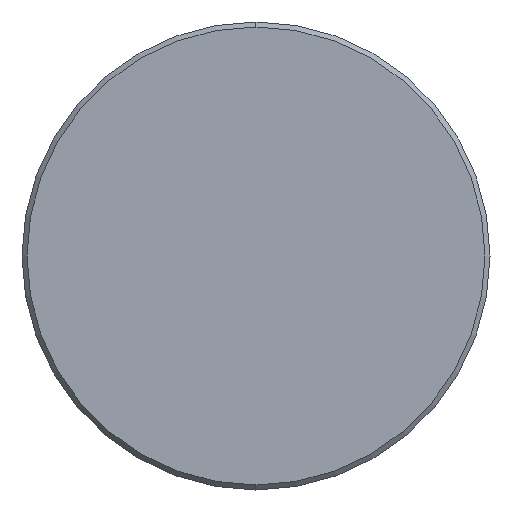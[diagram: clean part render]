
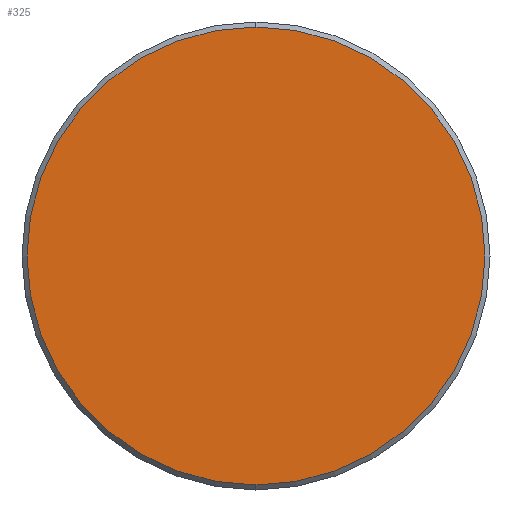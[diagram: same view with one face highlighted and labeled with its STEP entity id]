
A CAD part, left-side view. The second image highlights one B-rep face of the part: STEP entity #325.
In plain terms, the highlighted planar face has unit normal (-1, 0, 0).
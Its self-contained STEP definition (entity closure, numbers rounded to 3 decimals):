
#3 = DIRECTION ( 'NONE',  ( -1., 0., 0. ) ) ;
#8 = EDGE_LOOP ( 'NONE', ( #406, #120 ) ) ;
#103 = CIRCLE ( 'NONE', #661, 13.7 ) ;
#108 = CARTESIAN_POINT ( 'NONE',  ( 0., 0., 0. ) ) ;
#120 = ORIENTED_EDGE ( 'NONE', *, *, #606, .T. ) ;
#122 = CARTESIAN_POINT ( 'NONE',  ( 0., 0., 0. ) ) ;
#130 = DIRECTION ( 'NONE',  ( 1., 0., 0. ) ) ;
#133 = CARTESIAN_POINT ( 'NONE',  ( 0., 0., 0. ) ) ;
#174 = EDGE_CURVE ( 'NONE', #210, #353, #515, .T. ) ;
#175 = DIRECTION ( 'NONE',  ( 0., 0., 1. ) ) ;
#187 = CARTESIAN_POINT ( 'NONE',  ( 0., 0., 13.7 ) ) ;
#210 = VERTEX_POINT ( 'NONE', #285 ) ;
#222 = PLANE ( 'NONE',  #235 ) ;
#235 = AXIS2_PLACEMENT_3D ( 'NONE', #108, #130, #497 ) ;
#285 = CARTESIAN_POINT ( 'NONE',  ( 0., 0., -13.7 ) ) ;
#325 = ADVANCED_FACE ( 'NONE', ( #710 ), #222, .F. ) ;
#353 = VERTEX_POINT ( 'NONE', #187 ) ;
#356 = DIRECTION ( 'NONE',  ( 0., 0., 1. ) ) ;
#406 = ORIENTED_EDGE ( 'NONE', *, *, #174, .T. ) ;
#497 = DIRECTION ( 'NONE',  ( 0., 0., -1. ) ) ;
#515 = CIRCLE ( 'NONE', #706, 13.7 ) ;
#606 = EDGE_CURVE ( 'NONE', #353, #210, #103, .T. ) ;
#624 = DIRECTION ( 'NONE',  ( -1., 0., 0. ) ) ;
#661 = AXIS2_PLACEMENT_3D ( 'NONE', #133, #624, #356 ) ;
#706 = AXIS2_PLACEMENT_3D ( 'NONE', #122, #3, #175 ) ;
#710 = FACE_OUTER_BOUND ( 'NONE', #8, .T. ) ;
